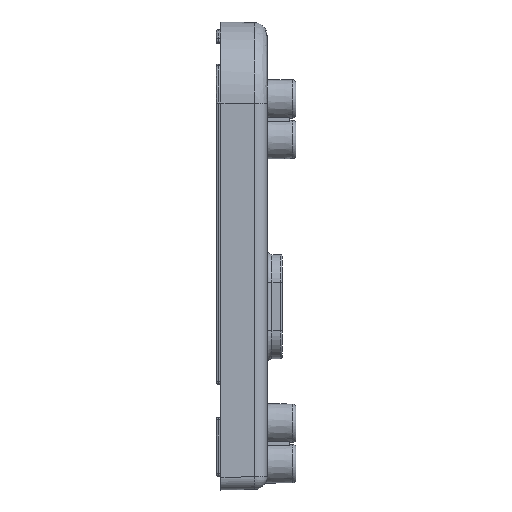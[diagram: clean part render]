
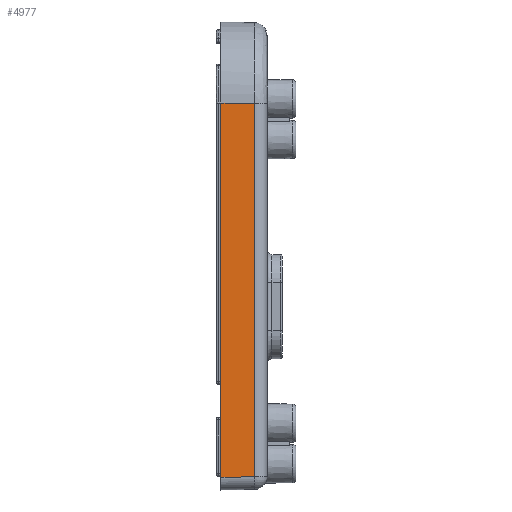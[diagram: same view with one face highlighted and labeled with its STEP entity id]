
A CAD part, left-side view. The second image highlights one B-rep face of the part: STEP entity #4977.
In plain terms, the highlighted planar face has unit normal (-1, -0.018, 0).
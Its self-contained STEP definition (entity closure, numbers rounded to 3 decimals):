
#340=LINE('',#8841,#689);
#383=LINE('',#9047,#732);
#384=LINE('',#9051,#733);
#418=LINE('',#9300,#767);
#689=VECTOR('',#6614,10.);
#732=VECTOR('',#6721,10.);
#733=VECTOR('',#6726,10.);
#767=VECTOR('',#6856,10.);
#994=PLANE('',#5588);
#1448=FACE_OUTER_BOUND('',#1835,.T.);
#1835=EDGE_LOOP('',(#4609,#4610,#4611,#4612));
#2413=VERTEX_POINT('',#8838);
#2414=VERTEX_POINT('',#8840);
#2459=VERTEX_POINT('',#9043);
#2460=VERTEX_POINT('',#9049);
#2998=EDGE_CURVE('',#2414,#2413,#340,.T.);
#3064=EDGE_CURVE('',#2459,#2413,#383,.T.);
#3066=EDGE_CURVE('',#2460,#2459,#384,.T.);
#3130=EDGE_CURVE('',#2414,#2460,#418,.T.);
#4609=ORIENTED_EDGE('',*,*,#3066,.F.);
#4610=ORIENTED_EDGE('',*,*,#3130,.F.);
#4611=ORIENTED_EDGE('',*,*,#2998,.T.);
#4612=ORIENTED_EDGE('',*,*,#3064,.F.);
#4977=ADVANCED_FACE('',(#1448),#994,.T.);
#5588=AXIS2_PLACEMENT_3D('',#9513,#7120,#7121);
#6614=DIRECTION('',(0.,0.,-1.));
#6721=DIRECTION('',(-0.017,1.,-0.017));
#6726=DIRECTION('',(0.,0.,-1.));
#6856=DIRECTION('',(0.017,-1.,-0.017));
#7120=DIRECTION('center_axis',(-1.,-0.017,0.));
#7121=DIRECTION('ref_axis',(0.,0.,-1.));
#8838=CARTESIAN_POINT('',(-30.175,0.,-43.7));
#8840=CARTESIAN_POINT('',(-30.175,0.,30.202));
#8841=CARTESIAN_POINT('',(-30.175,0.,46.2));
#9043=CARTESIAN_POINT('',(-30.059,-6.644,-43.584));
#9047=CARTESIAN_POINT('',(-30.155,-1.154,-43.68));
#9049=CARTESIAN_POINT('',(-30.059,-6.644,30.086));
#9051=CARTESIAN_POINT('',(-30.059,-6.644,15.35));
#9300=CARTESIAN_POINT('',(-30.171,-0.247,30.198));
#9513=CARTESIAN_POINT('Origin',(-30.175,0.,30.7));
